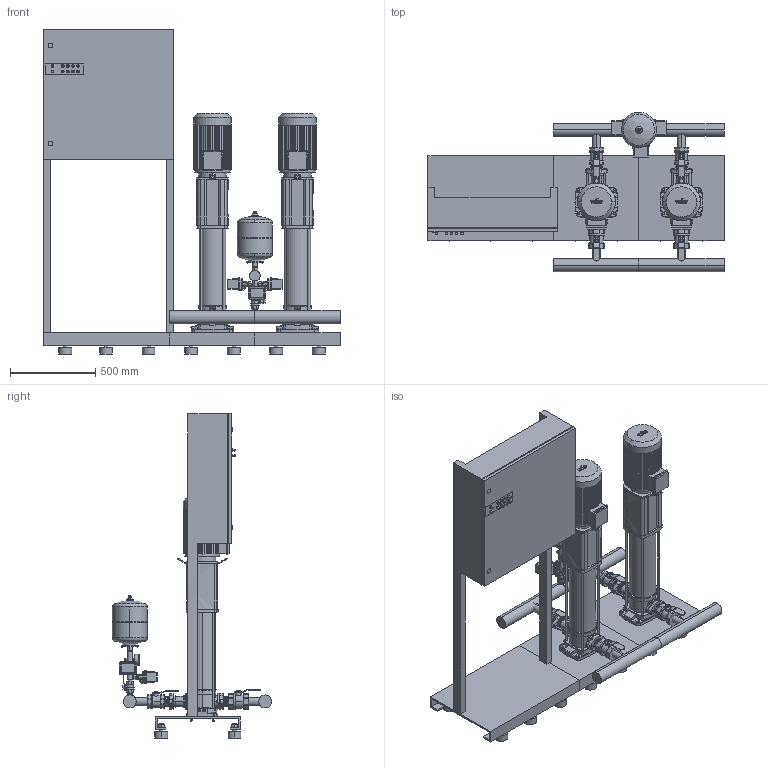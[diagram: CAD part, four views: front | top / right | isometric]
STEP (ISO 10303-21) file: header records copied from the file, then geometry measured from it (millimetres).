
FILE_DESCRIPTION((''),'2;1');
FILE_NAME('3d_FLA-2HELIXV1609_K-01PN16-2534363.stp','2013-07-05T14:25:01',(''),(''),'Mechanical Desktop 2009','Mechanical Desktop 2009',', , ');
FILE_SCHEMA(('CONFIG_CONTROL_DESIGN'));
Length unit declared in the file: millimetre
Products named in the file (1): Product
Bounding box: 1740 x 936.05 x 1905 mm (x, y, z)
Volume: 227963759 mm3; surface area: 10465750.2 mm2
Topology: 123 solids, 123 shells, 3449 faces, 8515 edges, 5496 vertices
Faces by surface type: plane 1290, bspline 1211, cylinder 681, cone 167, torus 90, sphere 10
Entity records: 112483 total; most frequent: CARTESIAN_POINT 32565, ORIENTED_EDGE 17030, DIRECTION 15619, EDGE_CURVE 8515, VERTEX_POINT 5492, AXIS2_PLACEMENT_3D 5252, VECTOR 5115, LINE 5115
